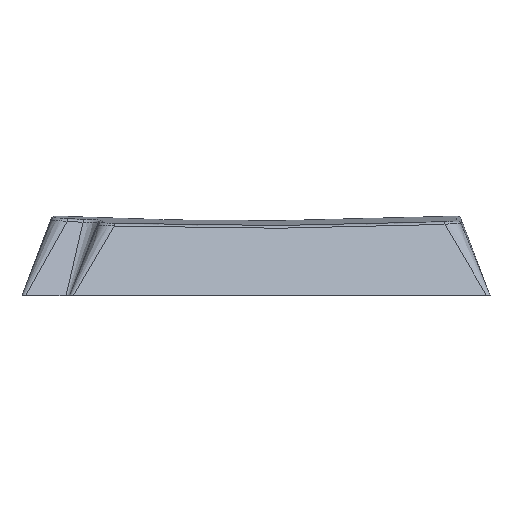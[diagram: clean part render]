
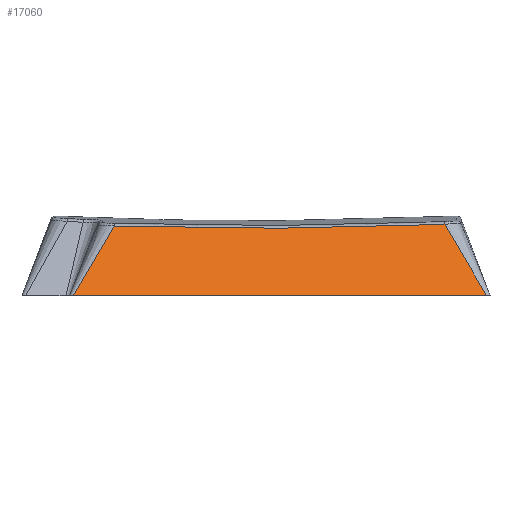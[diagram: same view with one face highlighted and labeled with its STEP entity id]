
A CAD part, top view. The second image highlights one B-rep face of the part: STEP entity #17060.
In plain terms, the highlighted planar face has unit normal (0, 0.454, 0.891).
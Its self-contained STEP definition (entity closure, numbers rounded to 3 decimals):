
#1488 = VERTEX_POINT ( 'NONE', #16879 ) ;
#3129 = CARTESIAN_POINT ( 'NONE',  ( 21.525, 2.484, 17.309 ) ) ;
#3706 = CARTESIAN_POINT ( 'NONE',  ( 23.338, 7.514, 14.747 ) ) ;
#4224 = ORIENTED_EDGE ( 'NONE', *, *, #17399, .T. ) ;
#4840 = VERTEX_POINT ( 'NONE', #7608 ) ;
#5053 = CARTESIAN_POINT ( 'NONE',  ( 7.856, 6.623, 15.201 ) ) ;
#5099 = VECTOR ( 'NONE', #17844, 1000. ) ;
#5105 = FACE_OUTER_BOUND ( 'NONE', #16790, .T. ) ;
#5756 = VERTEX_POINT ( 'NONE', #19894 ) ;
#6453 = ORIENTED_EDGE ( 'NONE', *, *, #18718, .T. ) ;
#7292 = CARTESIAN_POINT ( 'NONE',  ( -23.338, 0., 18.575 ) ) ;
#7324 = CARTESIAN_POINT ( 'NONE',  ( -15.497, 4.612, 16.225 ) ) ;
#7608 = CARTESIAN_POINT ( 'NONE',  ( -14.151, 6.902, 15.058 ) ) ;
#8591 = CARTESIAN_POINT ( 'NONE',  ( 20.148, 4.841, 16.109 ) ) ;
#8947 = DIRECTION ( 'NONE',  ( 0., -0.454, -0.891 ) ) ;
#10237 = AXIS2_PLACEMENT_3D ( 'NONE', #3706, #8947, #21349 ) ;
#10285 = CARTESIAN_POINT ( 'NONE',  ( -14.151, 6.902, 15.058 ) ) ;
#11082 = VERTEX_POINT ( 'NONE', #21940 ) ;
#11208 = EDGE_CURVE ( 'NONE', #1488, #5756, #21175, .T. ) ;
#12131 = CARTESIAN_POINT ( 'NONE',  ( 18.85, 7.069, 14.973 ) ) ;
#13407 = ORIENTED_EDGE ( 'NONE', *, *, #11208, .T. ) ;
#13922 = CARTESIAN_POINT ( 'NONE',  ( 18.85, 7.069, 14.973 ) ) ;
#14047 = B_SPLINE_CURVE_WITH_KNOTS ( 'NONE', 3,
 ( #12131, #5053, #22925, #10285 ),
 .UNSPECIFIED., .F., .F.,
 ( 4, 4 ),
 ( 0., 0.033 ),
 .UNSPECIFIED. ) ;
#14166 = CARTESIAN_POINT ( 'NONE',  ( -14.151, 6.902, 15.058 ) ) ;
#14915 = B_SPLINE_CURVE_WITH_KNOTS ( 'NONE', 3,
 ( #14166, #7324, #17646, #15680 ),
 .UNSPECIFIED., .F., .F.,
 ( 4, 4 ),
 ( 0.037, 1. ),
 .UNSPECIFIED. ) ;
#15680 = CARTESIAN_POINT ( 'NONE',  ( -18.217, 0., 18.575 ) ) ;
#15899 = PLANE ( 'NONE',  #10237 ) ;
#16790 = EDGE_LOOP ( 'NONE', ( #13407, #6453, #21191, #4224 ) ) ;
#16879 = CARTESIAN_POINT ( 'NONE',  ( 22.979, 0., 18.575 ) ) ;
#17060 = ADVANCED_FACE ( 'NONE', ( #5105 ), #15899, .F. ) ;
#17399 = EDGE_CURVE ( 'NONE', #11082, #1488, #19819, .T. ) ;
#17646 = CARTESIAN_POINT ( 'NONE',  ( -16.853, 2.311, 17.398 ) ) ;
#17844 = DIRECTION ( 'NONE',  ( 1., 0., 0. ) ) ;
#18024 = EDGE_CURVE ( 'NONE', #4840, #11082, #14915, .T. ) ;
#18718 = EDGE_CURVE ( 'NONE', #5756, #4840, #14047, .T. ) ;
#19022 = CARTESIAN_POINT ( 'NONE',  ( 22.979, 0., 18.575 ) ) ;
#19819 = LINE ( 'NONE', #7292, #5099 ) ;
#19894 = CARTESIAN_POINT ( 'NONE',  ( 18.85, 7.069, 14.973 ) ) ;
#21175 = B_SPLINE_CURVE_WITH_KNOTS ( 'NONE', 3,
 ( #19022, #3129, #8591, #13922 ),
 .UNSPECIFIED., .F., .F.,
 ( 4, 4 ),
 ( 0., 0.962 ),
 .UNSPECIFIED. ) ;
#21191 = ORIENTED_EDGE ( 'NONE', *, *, #18024, .T. ) ;
#21349 = DIRECTION ( 'NONE',  ( 0., 0.891, -0.454 ) ) ;
#21940 = CARTESIAN_POINT ( 'NONE',  ( -18.217, 0., 18.575 ) ) ;
#22925 = CARTESIAN_POINT ( 'NONE',  ( -3.153, 6.567, 15.229 ) ) ;
